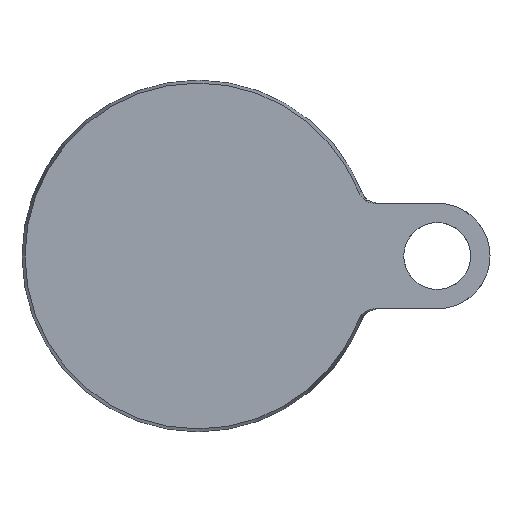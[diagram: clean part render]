
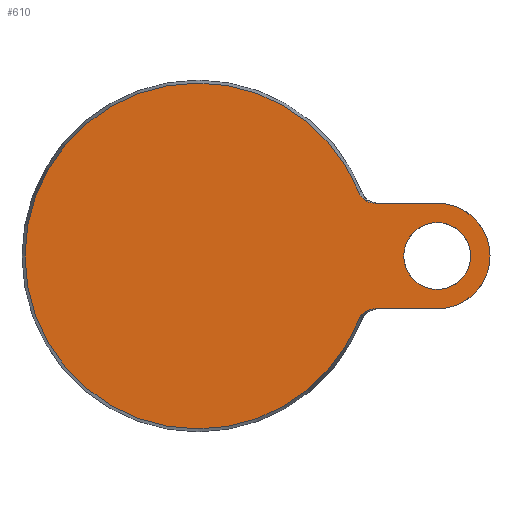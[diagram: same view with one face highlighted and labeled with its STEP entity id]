
A CAD part, front view. The second image highlights one B-rep face of the part: STEP entity #610.
In plain terms, the highlighted planar face has unit normal (0, -1, 0).
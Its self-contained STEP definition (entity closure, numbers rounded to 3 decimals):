
#5 = CIRCLE ( 'NONE', #119, 49.143 ) ;
#11 = LINE ( 'NONE', #655, #839 ) ;
#16 = CARTESIAN_POINT ( 'NONE',  ( 0., 0., 49.143 ) ) ;
#21 = CARTESIAN_POINT ( 'NONE',  ( 45.66, 0., -18.169 ) ) ;
#26 = CARTESIAN_POINT ( 'NONE',  ( 50.366, 0., 15. ) ) ;
#37 = CARTESIAN_POINT ( 'NONE',  ( 49.862, 0., -15.019 ) ) ;
#47 = ORIENTED_EDGE ( 'NONE', *, *, #1134, .T. ) ;
#55 = VERTEX_POINT ( 'NONE', #1069 ) ;
#84 = CIRCLE ( 'NONE', #328, 9.5 ) ;
#119 = AXIS2_PLACEMENT_3D ( 'NONE', #453, #1086, #523 ) ;
#127 = CARTESIAN_POINT ( 'NONE',  ( 46.108, 0., 17.258 ) ) ;
#139 = CARTESIAN_POINT ( 'NONE',  ( 47.955, 0., 15.598 ) ) ;
#143 = CARTESIAN_POINT ( 'NONE',  ( 45.848, 0., 17.699 ) ) ;
#144 = EDGE_CURVE ( 'NONE', #55, #1021, #876, .T. ) ;
#155 = B_SPLINE_CURVE_WITH_KNOTS ( 'NONE', 3,
 ( #950, #577, #246, #1048, #1149, #599, #409, #226, #853, #1019, #421, #207, #869, #37, #965, #506 ),
 .UNSPECIFIED., .F., .F.,
 ( 4, 2, 2, 2, 2, 2, 2, 4 ),
 ( 0., 0.001, 0.002, 0.003, 0.004, 0.004, 0.005, 0.006 ),
 .UNSPECIFIED. ) ;
#203 = EDGE_LOOP ( 'NONE', ( #1057, #47 ) ) ;
#207 = CARTESIAN_POINT ( 'NONE',  ( 49.116, 0., -15.149 ) ) ;
#216 = DIRECTION ( 'NONE',  ( 0., 1., 0. ) ) ;
#224 = CARTESIAN_POINT ( 'NONE',  ( 68., 0., 0. ) ) ;
#226 = CARTESIAN_POINT ( 'NONE',  ( 47.73, 0., -15.726 ) ) ;
#239 = CARTESIAN_POINT ( 'NONE',  ( 47.322, 0., 16. ) ) ;
#246 = CARTESIAN_POINT ( 'NONE',  ( 46.1, 0., -17.269 ) ) ;
#284 = DIRECTION ( 'NONE',  ( 0., 0., -1. ) ) ;
#289 = VERTEX_POINT ( 'NONE', #414 ) ;
#296 = FACE_BOUND ( 'NONE', #203, .T. ) ;
#297 = EDGE_CURVE ( 'NONE', #1039, #656, #155, .T. ) ;
#310 = CARTESIAN_POINT ( 'NONE',  ( 45.66, 0., 18.169 ) ) ;
#325 = CARTESIAN_POINT ( 'NONE',  ( 50.366, 0., -15. ) ) ;
#327 = EDGE_CURVE ( 'NONE', #672, #289, #84, .T. ) ;
#328 = AXIS2_PLACEMENT_3D ( 'NONE', #512, #404, #763 ) ;
#372 = EDGE_CURVE ( 'NONE', #1084, #1039, #5, .T. ) ;
#384 = DIRECTION ( 'NONE',  ( 0., -1., 0. ) ) ;
#398 = CARTESIAN_POINT ( 'NONE',  ( 0., 0., -49.143 ) ) ;
#399 = LINE ( 'NONE', #1036, #1012 ) ;
#404 = DIRECTION ( 'NONE',  ( 0., 1., 0. ) ) ;
#409 = CARTESIAN_POINT ( 'NONE',  ( 47.314, 0., -16.005 ) ) ;
#414 = CARTESIAN_POINT ( 'NONE',  ( 68., 0., 9.5 ) ) ;
#421 = CARTESIAN_POINT ( 'NONE',  ( 48.637, 0., -15.295 ) ) ;
#447 = AXIS2_PLACEMENT_3D ( 'NONE', #897, #634, #553 ) ;
#453 = CARTESIAN_POINT ( 'NONE',  ( 0., 0., 0. ) ) ;
#462 = AXIS2_PLACEMENT_3D ( 'NONE', #930, #216, #844 ) ;
#478 = CIRCLE ( 'NONE', #1144, 49.143 ) ;
#486 = AXIS2_PLACEMENT_3D ( 'NONE', #759, #657, #855 ) ;
#491 = B_SPLINE_CURVE_WITH_KNOTS ( 'NONE', 3,
 ( #675, #1041, #937, #868, #582, #139, #862, #239, #591, #847, #955, #127, #143, #505 ),
 .UNSPECIFIED., .F., .F.,
 ( 4, 2, 2, 2, 2, 2, 4 ),
 ( 0., 0.001, 0.002, 0.003, 0.004, 0.004, 0.006 ),
 .UNSPECIFIED. ) ;
#505 = CARTESIAN_POINT ( 'NONE',  ( 45.66, 0., 18.169 ) ) ;
#506 = CARTESIAN_POINT ( 'NONE',  ( 50.366, 0., -15. ) ) ;
#512 = CARTESIAN_POINT ( 'NONE',  ( 68., 0., 0. ) ) ;
#523 = DIRECTION ( 'NONE',  ( 0., 0., -1. ) ) ;
#532 = EDGE_CURVE ( 'NONE', #1021, #656, #11, .T. ) ;
#553 = DIRECTION ( 'NONE',  ( 0., 0., -1. ) ) ;
#556 = PLANE ( 'NONE',  #462 ) ;
#564 = DIRECTION ( 'NONE',  ( 0., 0., 1. ) ) ;
#577 = CARTESIAN_POINT ( 'NONE',  ( 45.848, 0., -17.699 ) ) ;
#578 = EDGE_CURVE ( 'NONE', #977, #1084, #478, .T. ) ;
#582 = CARTESIAN_POINT ( 'NONE',  ( 48.407, 0., 15.384 ) ) ;
#591 = CARTESIAN_POINT ( 'NONE',  ( 47.122, 0., 16.157 ) ) ;
#599 = CARTESIAN_POINT ( 'NONE',  ( 47.118, 0., -16.16 ) ) ;
#610 = ADVANCED_FACE ( 'NONE', ( #1099, #296 ), #556, .F. ) ;
#617 = ORIENTED_EDGE ( 'NONE', *, *, #372, .T. ) ;
#634 = DIRECTION ( 'NONE',  ( 0., 1., 0. ) ) ;
#655 = CARTESIAN_POINT ( 'NONE',  ( 15., 0., -15. ) ) ;
#656 = VERTEX_POINT ( 'NONE', #325 ) ;
#657 = DIRECTION ( 'NONE',  ( 0., -1., 0. ) ) ;
#666 = VERTEX_POINT ( 'NONE', #310 ) ;
#672 = VERTEX_POINT ( 'NONE', #942 ) ;
#675 = CARTESIAN_POINT ( 'NONE',  ( 50.366, 0., 15. ) ) ;
#750 = EDGE_CURVE ( 'NONE', #996, #55, #399, .T. ) ;
#751 = AXIS2_PLACEMENT_3D ( 'NONE', #224, #1120, #564 ) ;
#759 = CARTESIAN_POINT ( 'NONE',  ( 0., 0., 0. ) ) ;
#763 = DIRECTION ( 'NONE',  ( 0., 0., 1. ) ) ;
#787 = EDGE_CURVE ( 'NONE', #996, #666, #491, .T. ) ;
#808 = ORIENTED_EDGE ( 'NONE', *, *, #144, .F. ) ;
#812 = EDGE_LOOP ( 'NONE', ( #904, #1002, #995, #881, #617, #1182, #1119, #808 ) ) ;
#823 = CARTESIAN_POINT ( 'NONE',  ( 68., 0., -15. ) ) ;
#832 = CIRCLE ( 'NONE', #486, 49.143 ) ;
#839 = VECTOR ( 'NONE', #1004, 1000. ) ;
#844 = DIRECTION ( 'NONE',  ( 0., 0., 1. ) ) ;
#847 = CARTESIAN_POINT ( 'NONE',  ( 46.751, 0., 16.495 ) ) ;
#853 = CARTESIAN_POINT ( 'NONE',  ( 47.952, 0., -15.6 ) ) ;
#855 = DIRECTION ( 'NONE',  ( 0., 0., -1. ) ) ;
#862 = CARTESIAN_POINT ( 'NONE',  ( 47.738, 0., 15.721 ) ) ;
#868 = CARTESIAN_POINT ( 'NONE',  ( 48.644, 0., 15.292 ) ) ;
#869 = CARTESIAN_POINT ( 'NONE',  ( 49.363, 0., -15.093 ) ) ;
#876 = CIRCLE ( 'NONE', #447, 15. ) ;
#881 = ORIENTED_EDGE ( 'NONE', *, *, #578, .T. ) ;
#897 = CARTESIAN_POINT ( 'NONE',  ( 68., 0., 0. ) ) ;
#904 = ORIENTED_EDGE ( 'NONE', *, *, #750, .F. ) ;
#930 = CARTESIAN_POINT ( 'NONE',  ( -49.143, 0., 0. ) ) ;
#937 = CARTESIAN_POINT ( 'NONE',  ( 49.366, 0., 15.074 ) ) ;
#942 = CARTESIAN_POINT ( 'NONE',  ( 68., 0., -9.5 ) ) ;
#950 = CARTESIAN_POINT ( 'NONE',  ( 45.66, 0., -18.169 ) ) ;
#955 = CARTESIAN_POINT ( 'NONE',  ( 46.58, 0., 16.677 ) ) ;
#965 = CARTESIAN_POINT ( 'NONE',  ( 50.113, 0., -15. ) ) ;
#977 = VERTEX_POINT ( 'NONE', #16 ) ;
#984 = CIRCLE ( 'NONE', #751, 9.5 ) ;
#995 = ORIENTED_EDGE ( 'NONE', *, *, #1114, .T. ) ;
#996 = VERTEX_POINT ( 'NONE', #26 ) ;
#1002 = ORIENTED_EDGE ( 'NONE', *, *, #787, .T. ) ;
#1004 = DIRECTION ( 'NONE',  ( -1., 0., 0. ) ) ;
#1012 = VECTOR ( 'NONE', #1047, 1000. ) ;
#1017 = CARTESIAN_POINT ( 'NONE',  ( 0., 0., 0. ) ) ;
#1019 = CARTESIAN_POINT ( 'NONE',  ( 48.405, 0., -15.385 ) ) ;
#1021 = VERTEX_POINT ( 'NONE', #823 ) ;
#1036 = CARTESIAN_POINT ( 'NONE',  ( 15., 0., 15. ) ) ;
#1039 = VERTEX_POINT ( 'NONE', #21 ) ;
#1041 = CARTESIAN_POINT ( 'NONE',  ( 49.86, 0., 15. ) ) ;
#1047 = DIRECTION ( 'NONE',  ( 1., 0., 0. ) ) ;
#1048 = CARTESIAN_POINT ( 'NONE',  ( 46.575, 0., -16.681 ) ) ;
#1057 = ORIENTED_EDGE ( 'NONE', *, *, #327, .T. ) ;
#1069 = CARTESIAN_POINT ( 'NONE',  ( 68., 0., 15. ) ) ;
#1084 = VERTEX_POINT ( 'NONE', #398 ) ;
#1086 = DIRECTION ( 'NONE',  ( 0., -1., 0. ) ) ;
#1099 = FACE_OUTER_BOUND ( 'NONE', #812, .T. ) ;
#1114 = EDGE_CURVE ( 'NONE', #666, #977, #832, .T. ) ;
#1119 = ORIENTED_EDGE ( 'NONE', *, *, #532, .F. ) ;
#1120 = DIRECTION ( 'NONE',  ( 0., 1., 0. ) ) ;
#1134 = EDGE_CURVE ( 'NONE', #289, #672, #984, .T. ) ;
#1144 = AXIS2_PLACEMENT_3D ( 'NONE', #1017, #384, #284 ) ;
#1149 = CARTESIAN_POINT ( 'NONE',  ( 46.749, 0., -16.497 ) ) ;
#1182 = ORIENTED_EDGE ( 'NONE', *, *, #297, .T. ) ;
